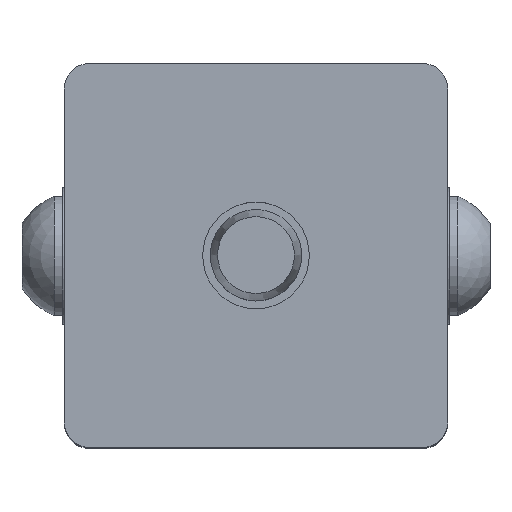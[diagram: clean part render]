
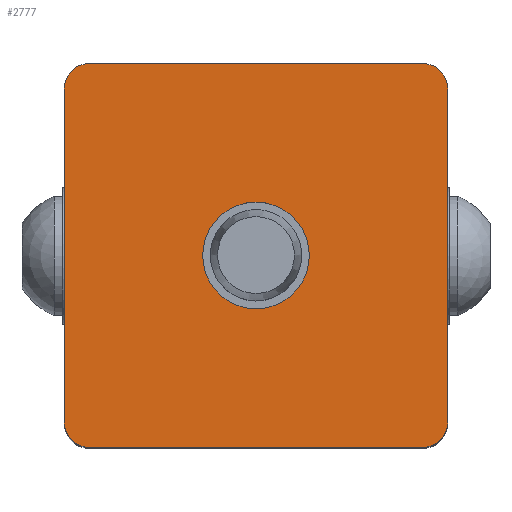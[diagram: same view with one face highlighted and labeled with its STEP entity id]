
A CAD part, top view. The second image highlights one B-rep face of the part: STEP entity #2777.
In plain terms, the highlighted planar face has unit normal (0, 0, 1).
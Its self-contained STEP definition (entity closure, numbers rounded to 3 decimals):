
#132=PLANE('',#3064);
#169=FACE_BOUND('',#543,.T.);
#340=FACE_OUTER_BOUND('',#542,.T.);
#542=EDGE_LOOP('',(#2535,#2536,#2537,#2538,#2539,#2540,#2541,#2542));
#543=EDGE_LOOP('',(#2543));
#809=LINE('',#4671,#1079);
#813=LINE('',#4678,#1083);
#816=LINE('',#4682,#1086);
#817=LINE('',#4686,#1087);
#1079=VECTOR('',#3836,39.);
#1083=VECTOR('',#3844,39.);
#1086=VECTOR('',#3849,39.);
#1087=VECTOR('',#3856,39.);
#1099=CIRCLE('',#2818,3.);
#1102=CIRCLE('',#2823,3.);
#1110=CIRCLE('',#2835,3.);
#1112=CIRCLE('',#2838,3.);
#1187=CIRCLE('',#3041,6.25);
#1207=VERTEX_POINT('',#3923);
#1208=VERTEX_POINT('',#3925);
#1210=VERTEX_POINT('',#3933);
#1211=VERTEX_POINT('',#3935);
#1222=VERTEX_POINT('',#3979);
#1223=VERTEX_POINT('',#3980);
#1226=VERTEX_POINT('',#3988);
#1227=VERTEX_POINT('',#3989);
#1411=VERTEX_POINT('',#4598);
#1452=EDGE_CURVE('',#1207,#1208,#1099,.T.);
#1457=EDGE_CURVE('',#1210,#1211,#1102,.T.);
#1472=EDGE_CURVE('',#1222,#1223,#1110,.T.);
#1476=EDGE_CURVE('',#1226,#1227,#1112,.T.);
#1760=EDGE_CURVE('',#1411,#1411,#1187,.T.);
#1796=EDGE_CURVE('',#1226,#1208,#809,.T.);
#1800=EDGE_CURVE('',#1210,#1223,#813,.T.);
#1803=EDGE_CURVE('',#1207,#1211,#816,.T.);
#1804=EDGE_CURVE('',#1222,#1227,#817,.T.);
#2535=ORIENTED_EDGE('',*,*,#1476,.F.);
#2536=ORIENTED_EDGE('',*,*,#1796,.T.);
#2537=ORIENTED_EDGE('',*,*,#1452,.F.);
#2538=ORIENTED_EDGE('',*,*,#1803,.T.);
#2539=ORIENTED_EDGE('',*,*,#1457,.F.);
#2540=ORIENTED_EDGE('',*,*,#1800,.T.);
#2541=ORIENTED_EDGE('',*,*,#1472,.F.);
#2542=ORIENTED_EDGE('',*,*,#1804,.T.);
#2543=ORIENTED_EDGE('',*,*,#1760,.T.);
#2777=ADVANCED_FACE('',(#340,#169),#132,.F.);
#2818=AXIS2_PLACEMENT_3D('',#3926,#3106,#3107);
#2823=AXIS2_PLACEMENT_3D('',#3936,#3118,#3119);
#2835=AXIS2_PLACEMENT_3D('',#3981,#3147,#3148);
#2838=AXIS2_PLACEMENT_3D('',#3990,#3155,#3156);
#3041=AXIS2_PLACEMENT_3D('',#4600,#3768,#3769);
#3064=AXIS2_PLACEMENT_3D('',#4687,#3857,#3858);
#3106=DIRECTION('center_axis',(0.,0.,-1.));
#3107=DIRECTION('ref_axis',(0.707,-0.707,0.));
#3118=DIRECTION('center_axis',(0.,0.,-1.));
#3119=DIRECTION('ref_axis',(0.707,0.707,0.));
#3147=DIRECTION('center_axis',(0.,0.,-1.));
#3148=DIRECTION('ref_axis',(-0.707,0.707,0.));
#3155=DIRECTION('center_axis',(0.,0.,-1.));
#3156=DIRECTION('ref_axis',(-0.707,-0.707,0.));
#3768=DIRECTION('center_axis',(0.,0.,-1.));
#3769=DIRECTION('ref_axis',(0.,-1.,0.));
#3836=DIRECTION('',(1.,0.,0.));
#3844=DIRECTION('',(-1.,0.,0.));
#3849=DIRECTION('',(0.,1.,0.));
#3856=DIRECTION('',(0.,-1.,0.));
#3857=DIRECTION('center_axis',(0.,0.,-1.));
#3858=DIRECTION('ref_axis',(-1.,0.,0.));
#3923=CARTESIAN_POINT('',(22.5,-19.5,73.));
#3925=CARTESIAN_POINT('',(19.5,-22.5,73.));
#3926=CARTESIAN_POINT('Origin',(19.5,-19.5,73.));
#3933=CARTESIAN_POINT('',(19.5,22.5,73.));
#3935=CARTESIAN_POINT('',(22.5,19.5,73.));
#3936=CARTESIAN_POINT('Origin',(19.5,19.5,73.));
#3979=CARTESIAN_POINT('',(-22.5,19.5,73.));
#3980=CARTESIAN_POINT('',(-19.5,22.5,73.));
#3981=CARTESIAN_POINT('Origin',(-19.5,19.5,73.));
#3988=CARTESIAN_POINT('',(-19.5,-22.5,73.));
#3989=CARTESIAN_POINT('',(-22.5,-19.5,73.));
#3990=CARTESIAN_POINT('Origin',(-19.5,-19.5,73.));
#4598=CARTESIAN_POINT('',(0.,6.25,73.));
#4600=CARTESIAN_POINT('Origin',(0.,0.,73.));
#4671=CARTESIAN_POINT('',(-19.5,-22.5,73.));
#4678=CARTESIAN_POINT('',(19.5,22.5,73.));
#4682=CARTESIAN_POINT('',(22.5,-19.5,73.));
#4686=CARTESIAN_POINT('',(-22.5,19.5,73.));
#4687=CARTESIAN_POINT('Origin',(20.,0.,73.));
